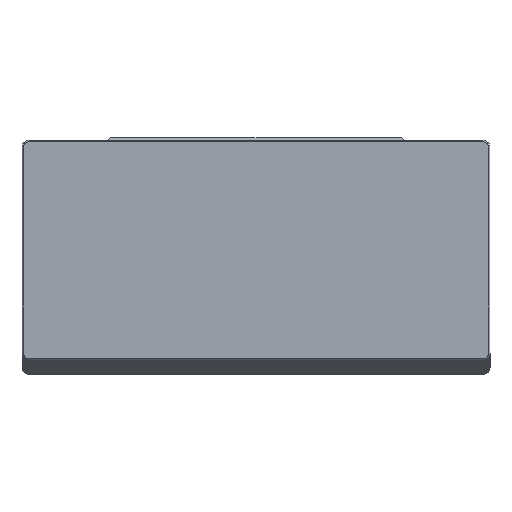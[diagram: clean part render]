
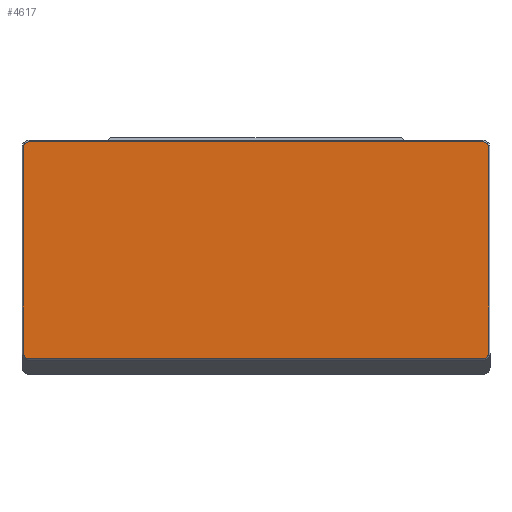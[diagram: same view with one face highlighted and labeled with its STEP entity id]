
A CAD part, front view. The second image highlights one B-rep face of the part: STEP entity #4617.
In plain terms, the highlighted planar face has unit normal (0, -1, 0).
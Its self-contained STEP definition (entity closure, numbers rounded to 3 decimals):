
#156=PLANE('',#4799);
#181=CIRCLE('',#4782,1.6);
#183=CIRCLE('',#4786,1.6);
#184=CIRCLE('',#4789,1.6);
#186=CIRCLE('',#4793,1.6);
#584=LINE('',#8981,#999);
#588=LINE('',#8993,#1003);
#592=LINE('',#9004,#1007);
#595=LINE('',#9012,#1010);
#999=VECTOR('',#5460,10.);
#1003=VECTOR('',#5472,10.);
#1007=VECTOR('',#5484,10.);
#1010=VECTOR('',#5493,10.);
#1278=FACE_OUTER_BOUND('',#1553,.T.);
#1553=EDGE_LOOP('',(#4127,#4128,#4129,#4130,#4131,#4132,#4133,#4134));
#2217=VERTEX_POINT('',#8974);
#2220=VERTEX_POINT('',#8979);
#2221=VERTEX_POINT('',#8983);
#2223=VERTEX_POINT('',#8989);
#2225=VERTEX_POINT('',#8995);
#2227=VERTEX_POINT('',#9001);
#2228=VERTEX_POINT('',#9006);
#2229=VERTEX_POINT('',#9010);
#2858=EDGE_CURVE('',#2220,#2217,#584,.T.);
#2861=EDGE_CURVE('',#2217,#2221,#181,.T.);
#2864=EDGE_CURVE('',#2221,#2223,#588,.T.);
#2867=EDGE_CURVE('',#2223,#2225,#183,.T.);
#2870=EDGE_CURVE('',#2225,#2227,#592,.T.);
#2872=EDGE_CURVE('',#2227,#2228,#184,.T.);
#2874=EDGE_CURVE('',#2228,#2229,#595,.T.);
#2876=EDGE_CURVE('',#2229,#2220,#186,.T.);
#4127=ORIENTED_EDGE('',*,*,#2858,.F.);
#4128=ORIENTED_EDGE('',*,*,#2876,.F.);
#4129=ORIENTED_EDGE('',*,*,#2874,.F.);
#4130=ORIENTED_EDGE('',*,*,#2872,.F.);
#4131=ORIENTED_EDGE('',*,*,#2870,.F.);
#4132=ORIENTED_EDGE('',*,*,#2867,.F.);
#4133=ORIENTED_EDGE('',*,*,#2864,.F.);
#4134=ORIENTED_EDGE('',*,*,#2861,.F.);
#4617=ADVANCED_FACE('',(#1278),#156,.F.);
#4782=AXIS2_PLACEMENT_3D('',#8987,#5466,#5467);
#4786=AXIS2_PLACEMENT_3D('',#8999,#5478,#5479);
#4789=AXIS2_PLACEMENT_3D('',#9008,#5488,#5489);
#4793=AXIS2_PLACEMENT_3D('',#9015,#5498,#5499);
#4799=AXIS2_PLACEMENT_3D('',#9036,#5517,#5518);
#5460=DIRECTION('',(1.,0.,0.));
#5466=DIRECTION('center_axis',(0.,1.,0.));
#5467=DIRECTION('ref_axis',(0.707,0.,0.707));
#5472=DIRECTION('',(0.,0.,-1.));
#5478=DIRECTION('center_axis',(0.,1.,0.));
#5479=DIRECTION('ref_axis',(0.707,0.,-0.707));
#5484=DIRECTION('',(-1.,0.,0.));
#5488=DIRECTION('center_axis',(0.,1.,0.));
#5489=DIRECTION('ref_axis',(-0.707,0.,-0.707));
#5493=DIRECTION('',(0.,0.,1.));
#5498=DIRECTION('center_axis',(0.,1.,0.));
#5499=DIRECTION('ref_axis',(-0.707,0.,0.707));
#5517=DIRECTION('center_axis',(0.,1.,0.));
#5518=DIRECTION('ref_axis',(-1.,0.,0.));
#8974=CARTESIAN_POINT('',(138.725,389.572,118.284));
#8979=CARTESIAN_POINT('',(10.725,389.572,118.284));
#8981=CARTESIAN_POINT('',(62.325,389.572,118.284));
#8983=CARTESIAN_POINT('',(140.325,389.572,116.684));
#8987=CARTESIAN_POINT('Origin',(138.725,389.572,116.684));
#8989=CARTESIAN_POINT('',(140.325,389.572,58.684));
#8993=CARTESIAN_POINT('',(140.325,389.572,92.016));
#8995=CARTESIAN_POINT('',(138.725,389.572,57.084));
#8999=CARTESIAN_POINT('Origin',(138.725,389.572,58.684));
#9001=CARTESIAN_POINT('',(10.725,389.572,57.084));
#9004=CARTESIAN_POINT('',(36.475,389.572,57.084));
#9006=CARTESIAN_POINT('',(9.125,389.572,58.684));
#9008=CARTESIAN_POINT('Origin',(10.725,389.572,58.684));
#9010=CARTESIAN_POINT('',(9.125,389.572,116.684));
#9012=CARTESIAN_POINT('',(9.125,389.572,85.884));
#9015=CARTESIAN_POINT('Origin',(10.725,389.572,116.684));
#9036=CARTESIAN_POINT('Origin',(56.725,389.572,85.684));
